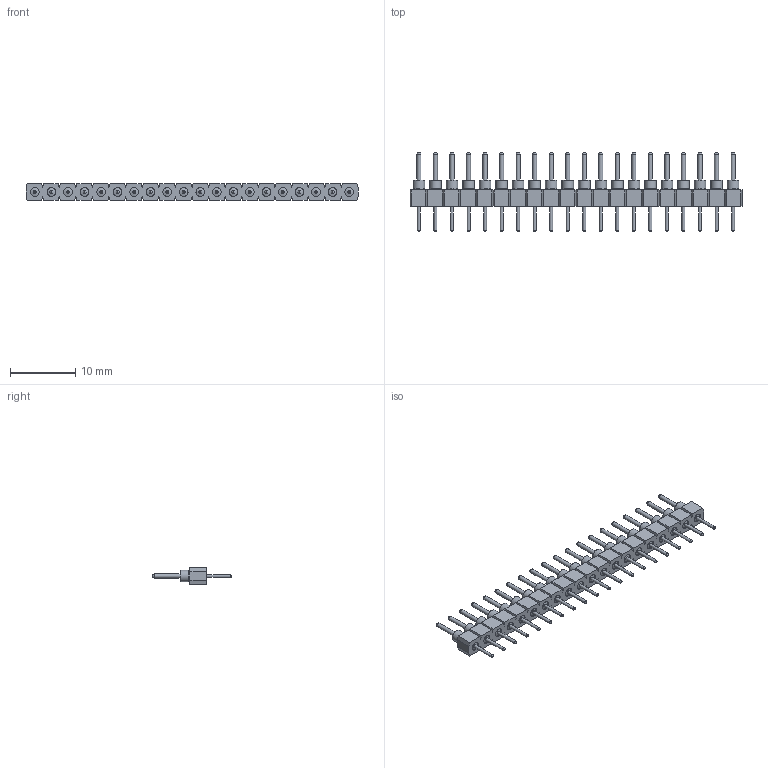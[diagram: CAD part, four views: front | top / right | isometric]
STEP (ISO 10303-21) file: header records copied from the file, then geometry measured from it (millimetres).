
FILE_DESCRIPTION( ( 'STEP AP214' ), '1' );
FILE_NAME( 'TS-120-T-A.stp', '2021-10-24T14:15:42', ( 'License CC BY-ND 4.0' ), ( 'CADENAS' ), ' ', 'PARTsolutions', ' ' );
FILE_SCHEMA( ( 'AUTOMOTIVE_DESIGN { 1 0 10303 214 1 1 1 1 }' ) );
Length unit declared in the file: inch
Products named in the file (3): TS-120-T-A; _TS-120-G-A_socket; _-101-G-A_pins
Assembly tree (21 placements, depth 2):
  TS-120-T-A
    _TS-120-G-A_socket
    _-101-G-A_pins  x20
Bounding box: 51 x 12.12 x 2.54 mm (x, y, z)
Volume: 408.7 mm3; surface area: 1539 mm2
Topology: 21 solids, 21 shells, 464 faces, 986 edges, 644 vertices
Faces by surface type: plane 244, cylinder 140, bspline 40, cone 40
Full cylindrical faces by diameter (mm): 0.457 x20, 0.635 x20, 1.321 x60, 1.778 x40
Entity records: 7636 total; most frequent: CARTESIAN_POINT 1070, DIRECTION 988, ORIENTED_EDGE 918, EDGE_CURVE 459, LINE 366, VECTOR 366, VERTEX_POINT 337, AXIS2_PLACEMENT_3D 311
